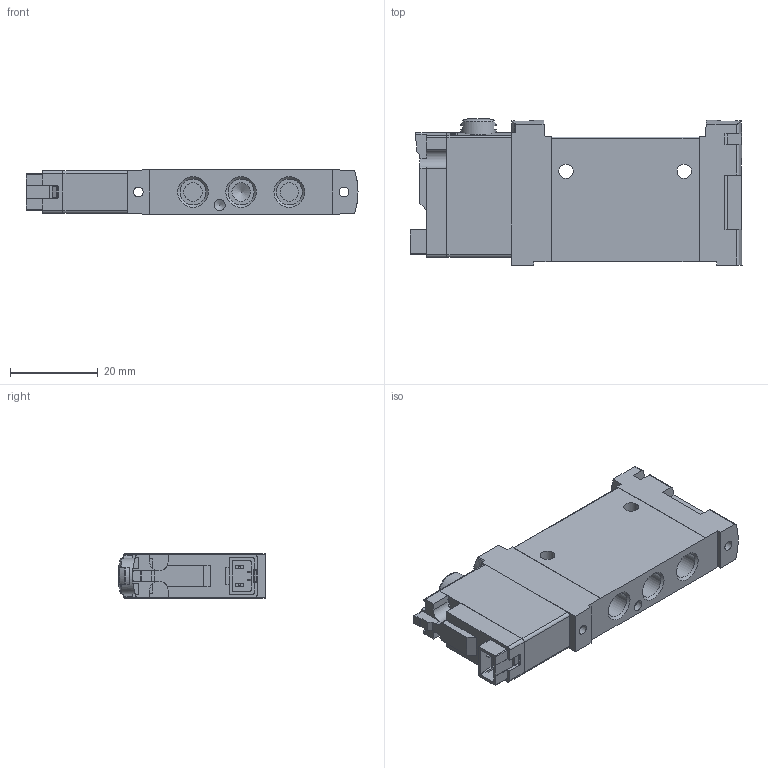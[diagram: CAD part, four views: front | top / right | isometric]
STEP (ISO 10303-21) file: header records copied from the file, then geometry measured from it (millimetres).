
FILE_DESCRIPTION(/* description */ ('STEP AP214'),/* implementation_level */ '2;1');
FILE_NAME(/* name */ '8173203_VUVG-LK10-M52-AT-M7-1H2L-F1A',/* time_stamp */ '2024-09-17T16:42:05+02:00',/* author */ ('License CC BY-ND 4.0'),/* organization */ ('CADENAS'),/* preprocessor_version */ 'ST-DEVELOPER v19.3',/* originating_system */ 'PARTsolutions',/* authorisation */ ' ');
FILE_SCHEMA (('AUTOMOTIVE_DESIGN {1 0 10303 214 3 1 1}'));
Length unit declared in the file: millimetre
Products named in the file (3): 8173203 VUVG-LK10-M52-AT-M7-1H2L-F1A; 564212 VUVG-LK10-M52-A-T-M7--1H2--L---F1A---(G); 3779382 VUVG-LK-IP40
Assembly tree (2 placements, depth 2):
  8173203 VUVG-LK10-M52-AT-M7-1H2L-F1A
    564212 VUVG-LK10-M52-A-T-M7--1H2--L---F1A---(G)
    3779382 VUVG-LK-IP40
Bounding box: 75.85 x 33.47 x 10.25 mm (x, y, z)
Volume: 18692.7 mm3; surface area: 9405 mm2
Topology: 2 solids, 2 shells, 357 faces, 988 edges, 655 vertices
Faces by surface type: plane 262, cylinder 79, cone 12, torus 3, sphere 1
Full cylindrical faces by diameter (mm): 2.5 x1, 3.3 x2, 3.8 x1, 3.9 x1, 4.2 x3, 5.917 x5, 8.1 x1
Entity records: 11313 total; most frequent: CARTESIAN_POINT 2041, ORIENTED_EDGE 1902, DIRECTION 1890, EDGE_CURVE 951, LINE 694, VECTOR 694, VERTEX_POINT 646, AXIS2_PLACEMENT_3D 598
